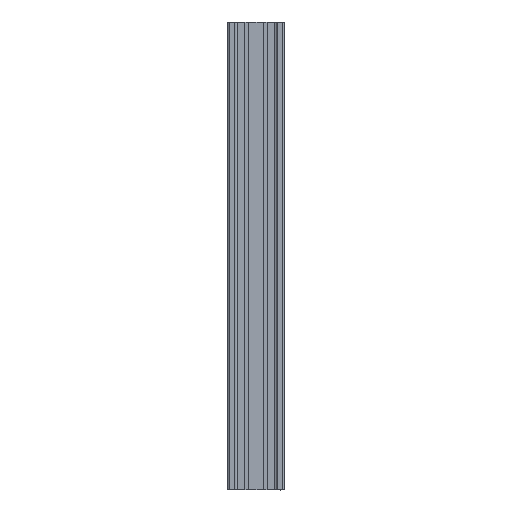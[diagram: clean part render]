
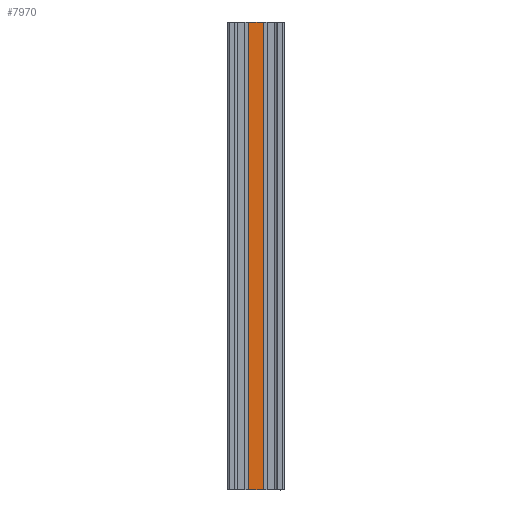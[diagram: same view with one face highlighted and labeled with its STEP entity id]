
A CAD part, front view. The second image highlights one B-rep face of the part: STEP entity #7970.
In plain terms, the highlighted planar face has unit normal (0, -1, 0).
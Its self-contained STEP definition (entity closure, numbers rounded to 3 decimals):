
#3896=ORIENTED_EDGE('',*,*,#5623,.T.);
#3897=ORIENTED_EDGE('',*,*,#5624,.F.);
#3898=ORIENTED_EDGE('',*,*,#5620,.F.);
#3899=ORIENTED_EDGE('',*,*,#5625,.T.);
#4644=VECTOR('',#6304,1.);
#4647=VECTOR('',#6309,1.);
#4648=VECTOR('',#6310,1.);
#4649=VECTOR('',#6311,1.);
#5004=LINE('',#6980,#4644);
#5007=LINE('',#6986,#4647);
#5008=LINE('',#6987,#4648);
#5009=LINE('',#6988,#4649);
#5356=VERTEX_POINT('',#6978);
#5357=VERTEX_POINT('',#6979);
#5358=VERTEX_POINT('',#6984);
#5359=VERTEX_POINT('',#6985);
#5620=EDGE_CURVE('',#5356,#5357,#5004,.T.);
#5623=EDGE_CURVE('',#5358,#5359,#5007,.T.);
#5624=EDGE_CURVE('',#5357,#5359,#5008,.T.);
#5625=EDGE_CURVE('',#5356,#5358,#5009,.T.);
#5982=EDGE_LOOP('',(#3896,#3897,#3898,#3899));
#6124=FACE_BOUND('',#5982,.T.);
#6304=DIRECTION('',(-1000.,0.,0.));
#6307=DIRECTION('',(0.,-1.,0.));
#6308=DIRECTION('',(-1.,0.,0.));
#6309=DIRECTION('',(-1000.,0.,0.));
#6310=DIRECTION('',(0.,0.,31.8));
#6311=DIRECTION('',(0.,0.,31.8));
#6978=CARTESIAN_POINT('',(1000.,25.,-15.9));
#6979=CARTESIAN_POINT('',(0.,25.,-15.9));
#6980=CARTESIAN_POINT('',(1000.,25.,-15.9));
#6983=CARTESIAN_POINT('',(1000.,25.,15.9));
#6984=CARTESIAN_POINT('',(1000.,25.,15.9));
#6985=CARTESIAN_POINT('',(0.,25.,15.9));
#6986=CARTESIAN_POINT('',(1000.,25.,15.9));
#6987=CARTESIAN_POINT('',(0.,25.,-15.9));
#6988=CARTESIAN_POINT('',(1000.,25.,-15.9));
#7698=AXIS2_PLACEMENT_3D('',#6983,#6307,#6308);
#7850=PLANE('',#7698);
#7970=ADVANCED_FACE('',(#6124),#7850,.T.);
